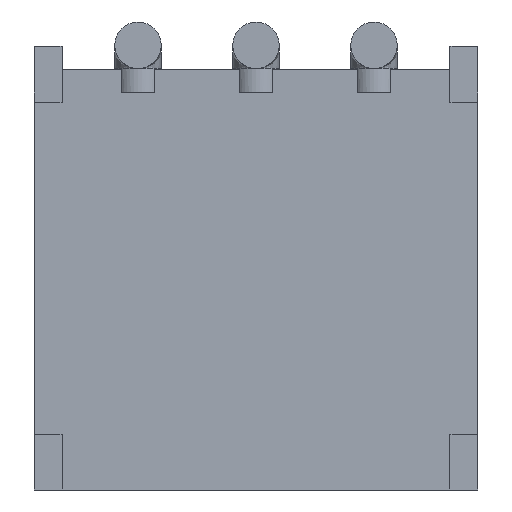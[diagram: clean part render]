
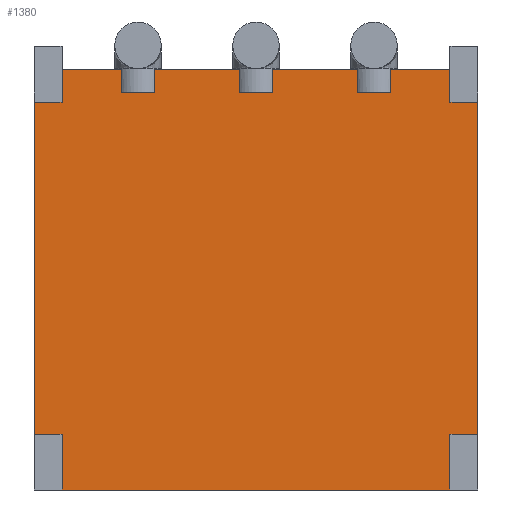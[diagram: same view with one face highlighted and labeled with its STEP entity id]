
A CAD part, front view. The second image highlights one B-rep face of the part: STEP entity #1380.
In plain terms, the highlighted planar face has unit normal (0, -1, 0).
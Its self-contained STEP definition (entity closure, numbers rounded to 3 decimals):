
#93=FACE_OUTER_BOUND('',#165,.T.);
#165=EDGE_LOOP('',(#1119,#1120,#1121,#1122,#1123,#1124,#1125,#1126,#1127,
#1128,#1129,#1130,#1131,#1132,#1133,#1134,#1135,#1136,#1137,#1138,#1139,
#1140,#1141,#1142));
#279=LINE('',#2081,#432);
#282=LINE('',#2086,#435);
#284=LINE('',#2090,#437);
#285=LINE('',#2093,#438);
#289=LINE('',#2101,#442);
#295=LINE('',#2119,#448);
#301=LINE('',#2136,#454);
#323=LINE('',#2257,#476);
#325=LINE('',#2261,#478);
#326=LINE('',#2263,#479);
#337=LINE('',#2288,#490);
#338=LINE('',#2290,#491);
#339=LINE('',#2291,#492);
#340=LINE('',#2293,#493);
#341=LINE('',#2295,#494);
#342=LINE('',#2297,#495);
#343=LINE('',#2299,#496);
#344=LINE('',#2301,#497);
#345=LINE('',#2303,#498);
#346=LINE('',#2305,#499);
#347=LINE('',#2307,#500);
#348=LINE('',#2309,#501);
#349=LINE('',#2311,#502);
#350=LINE('',#2312,#503);
#432=VECTOR('',#1661,10.);
#435=VECTOR('',#1666,10.);
#437=VECTOR('',#1670,10.);
#438=VECTOR('',#1673,10.);
#442=VECTOR('',#1677,10.);
#448=VECTOR('',#1689,10.);
#454=VECTOR('',#1701,10.);
#476=VECTOR('',#1771,10.);
#478=VECTOR('',#1775,10.);
#479=VECTOR('',#1778,10.);
#490=VECTOR('',#1807,10.);
#491=VECTOR('',#1808,10.);
#492=VECTOR('',#1809,10.);
#493=VECTOR('',#1810,10.);
#494=VECTOR('',#1811,10.);
#495=VECTOR('',#1812,10.);
#496=VECTOR('',#1813,10.);
#497=VECTOR('',#1814,10.);
#498=VECTOR('',#1815,10.);
#499=VECTOR('',#1816,10.);
#500=VECTOR('',#1817,10.);
#501=VECTOR('',#1818,10.);
#502=VECTOR('',#1819,10.);
#503=VECTOR('',#1820,10.);
#590=VERTEX_POINT('',#2078);
#591=VERTEX_POINT('',#2080);
#592=VERTEX_POINT('',#2084);
#593=VERTEX_POINT('',#2088);
#594=VERTEX_POINT('',#2092);
#597=VERTEX_POINT('',#2098);
#598=VERTEX_POINT('',#2100);
#606=VERTEX_POINT('',#2116);
#607=VERTEX_POINT('',#2118);
#615=VERTEX_POINT('',#2134);
#636=VERTEX_POINT('',#2255);
#637=VERTEX_POINT('',#2259);
#642=VERTEX_POINT('',#2287);
#643=VERTEX_POINT('',#2289);
#644=VERTEX_POINT('',#2292);
#645=VERTEX_POINT('',#2294);
#646=VERTEX_POINT('',#2296);
#647=VERTEX_POINT('',#2298);
#648=VERTEX_POINT('',#2300);
#649=VERTEX_POINT('',#2302);
#650=VERTEX_POINT('',#2304);
#651=VERTEX_POINT('',#2306);
#652=VERTEX_POINT('',#2308);
#653=VERTEX_POINT('',#2310);
#739=EDGE_CURVE('',#591,#590,#279,.T.);
#742=EDGE_CURVE('',#590,#592,#282,.T.);
#744=EDGE_CURVE('',#592,#593,#284,.T.);
#745=EDGE_CURVE('',#594,#591,#285,.T.);
#749=EDGE_CURVE('',#598,#597,#289,.T.);
#758=EDGE_CURVE('',#607,#606,#295,.T.);
#767=EDGE_CURVE('',#593,#615,#301,.T.);
#803=EDGE_CURVE('',#606,#636,#323,.T.);
#805=EDGE_CURVE('',#636,#637,#325,.T.);
#806=EDGE_CURVE('',#637,#598,#326,.T.);
#817=EDGE_CURVE('',#615,#642,#337,.T.);
#818=EDGE_CURVE('',#642,#643,#338,.T.);
#819=EDGE_CURVE('',#643,#607,#339,.T.);
#820=EDGE_CURVE('',#597,#644,#340,.T.);
#821=EDGE_CURVE('',#644,#645,#341,.T.);
#822=EDGE_CURVE('',#645,#646,#342,.T.);
#823=EDGE_CURVE('',#646,#647,#343,.T.);
#824=EDGE_CURVE('',#647,#648,#344,.T.);
#825=EDGE_CURVE('',#648,#649,#345,.T.);
#826=EDGE_CURVE('',#649,#650,#346,.T.);
#827=EDGE_CURVE('',#650,#651,#347,.T.);
#828=EDGE_CURVE('',#651,#652,#348,.T.);
#829=EDGE_CURVE('',#652,#653,#349,.T.);
#830=EDGE_CURVE('',#653,#594,#350,.T.);
#1119=ORIENTED_EDGE('',*,*,#739,.T.);
#1120=ORIENTED_EDGE('',*,*,#742,.T.);
#1121=ORIENTED_EDGE('',*,*,#744,.T.);
#1122=ORIENTED_EDGE('',*,*,#767,.T.);
#1123=ORIENTED_EDGE('',*,*,#817,.T.);
#1124=ORIENTED_EDGE('',*,*,#818,.T.);
#1125=ORIENTED_EDGE('',*,*,#819,.T.);
#1126=ORIENTED_EDGE('',*,*,#758,.T.);
#1127=ORIENTED_EDGE('',*,*,#803,.T.);
#1128=ORIENTED_EDGE('',*,*,#805,.T.);
#1129=ORIENTED_EDGE('',*,*,#806,.T.);
#1130=ORIENTED_EDGE('',*,*,#749,.T.);
#1131=ORIENTED_EDGE('',*,*,#820,.T.);
#1132=ORIENTED_EDGE('',*,*,#821,.T.);
#1133=ORIENTED_EDGE('',*,*,#822,.T.);
#1134=ORIENTED_EDGE('',*,*,#823,.T.);
#1135=ORIENTED_EDGE('',*,*,#824,.T.);
#1136=ORIENTED_EDGE('',*,*,#825,.T.);
#1137=ORIENTED_EDGE('',*,*,#826,.T.);
#1138=ORIENTED_EDGE('',*,*,#827,.T.);
#1139=ORIENTED_EDGE('',*,*,#828,.T.);
#1140=ORIENTED_EDGE('',*,*,#829,.T.);
#1141=ORIENTED_EDGE('',*,*,#830,.T.);
#1142=ORIENTED_EDGE('',*,*,#745,.T.);
#1311=PLANE('',#1506);
#1380=ADVANCED_FACE('',(#93),#1311,.F.);
#1506=AXIS2_PLACEMENT_3D('',#2286,#1805,#1806);
#1661=DIRECTION('',(0.,0.,-1.));
#1666=DIRECTION('',(-1.,0.,0.));
#1670=DIRECTION('',(0.,0.,1.));
#1673=DIRECTION('',(-1.,0.,0.));
#1677=DIRECTION('',(-1.,0.,0.));
#1689=DIRECTION('',(-1.,0.,0.));
#1701=DIRECTION('',(-1.,0.,0.));
#1771=DIRECTION('',(0.,0.,-1.));
#1775=DIRECTION('',(-1.,0.,0.));
#1778=DIRECTION('',(0.,0.,1.));
#1805=DIRECTION('center_axis',(0.,1.,0.));
#1806=DIRECTION('ref_axis',(1.,0.,0.));
#1807=DIRECTION('',(0.,0.,-1.));
#1808=DIRECTION('',(-1.,0.,0.));
#1809=DIRECTION('',(0.,0.,1.));
#1810=DIRECTION('',(0.,0.,-1.));
#1811=DIRECTION('',(-1.,0.,0.));
#1812=DIRECTION('',(0.,0.,-1.));
#1813=DIRECTION('',(1.,0.,0.));
#1814=DIRECTION('',(0.,0.,-1.));
#1815=DIRECTION('',(1.,0.,0.));
#1816=DIRECTION('',(0.,0.,1.));
#1817=DIRECTION('',(1.,0.,0.));
#1818=DIRECTION('',(0.,0.,1.));
#1819=DIRECTION('',(-1.,0.,0.));
#1820=DIRECTION('',(0.,0.,1.));
#2078=CARTESIAN_POINT('',(2.9,0.,3.775));
#2080=CARTESIAN_POINT('',(2.9,0.,4.275));
#2081=CARTESIAN_POINT('',(2.9,0.,4.275));
#2084=CARTESIAN_POINT('',(2.18,0.,3.775));
#2086=CARTESIAN_POINT('',(0.046,0.,3.775));
#2088=CARTESIAN_POINT('',(2.18,0.,4.275));
#2090=CARTESIAN_POINT('',(2.18,0.,4.275));
#2092=CARTESIAN_POINT('',(4.175,0.,4.275));
#2093=CARTESIAN_POINT('',(-2.088,0.,4.275));
#2098=CARTESIAN_POINT('',(-4.175,0.,4.275));
#2100=CARTESIAN_POINT('',(-2.9,0.,4.275));
#2101=CARTESIAN_POINT('',(-2.088,0.,4.275));
#2116=CARTESIAN_POINT('',(-2.18,0.,4.275));
#2118=CARTESIAN_POINT('',(-0.36,0.,4.275));
#2119=CARTESIAN_POINT('',(-2.088,0.,4.275));
#2134=CARTESIAN_POINT('',(0.36,0.,4.275));
#2136=CARTESIAN_POINT('',(-2.088,0.,4.275));
#2255=CARTESIAN_POINT('',(-2.18,0.,3.775));
#2257=CARTESIAN_POINT('',(-2.18,0.,4.275));
#2259=CARTESIAN_POINT('',(-2.9,0.,3.775));
#2261=CARTESIAN_POINT('',(-2.494,0.,3.775));
#2263=CARTESIAN_POINT('',(-2.9,0.,4.275));
#2286=CARTESIAN_POINT('Origin',(-2.448,0.,4.275));
#2287=CARTESIAN_POINT('',(0.36,0.,3.775));
#2288=CARTESIAN_POINT('',(0.36,0.,2.138));
#2289=CARTESIAN_POINT('',(-0.36,0.,3.775));
#2290=CARTESIAN_POINT('',(0.,0.,3.775));
#2291=CARTESIAN_POINT('',(-0.36,0.,2.138));
#2292=CARTESIAN_POINT('',(-4.175,0.,3.575));
#2293=CARTESIAN_POINT('',(-4.175,0.,1.788));
#2294=CARTESIAN_POINT('',(-4.775,0.,3.575));
#2295=CARTESIAN_POINT('',(-2.388,0.,3.575));
#2296=CARTESIAN_POINT('',(-4.775,0.,-3.575));
#2297=CARTESIAN_POINT('',(-4.775,0.,4.775));
#2298=CARTESIAN_POINT('',(-4.175,0.,-3.575));
#2299=CARTESIAN_POINT('',(-2.388,0.,-3.575));
#2300=CARTESIAN_POINT('',(-4.175,0.,-4.775));
#2301=CARTESIAN_POINT('',(-4.175,0.,-1.788));
#2302=CARTESIAN_POINT('',(4.175,0.,-4.775));
#2303=CARTESIAN_POINT('',(-4.775,0.,-4.775));
#2304=CARTESIAN_POINT('',(4.175,0.,-3.575));
#2305=CARTESIAN_POINT('',(4.175,0.,-1.788));
#2306=CARTESIAN_POINT('',(4.775,0.,-3.575));
#2307=CARTESIAN_POINT('',(2.388,0.,-3.575));
#2308=CARTESIAN_POINT('',(4.775,0.,3.575));
#2309=CARTESIAN_POINT('',(4.775,0.,-4.775));
#2310=CARTESIAN_POINT('',(4.175,0.,3.575));
#2311=CARTESIAN_POINT('',(2.388,0.,3.575));
#2312=CARTESIAN_POINT('',(4.175,0.,1.788));
